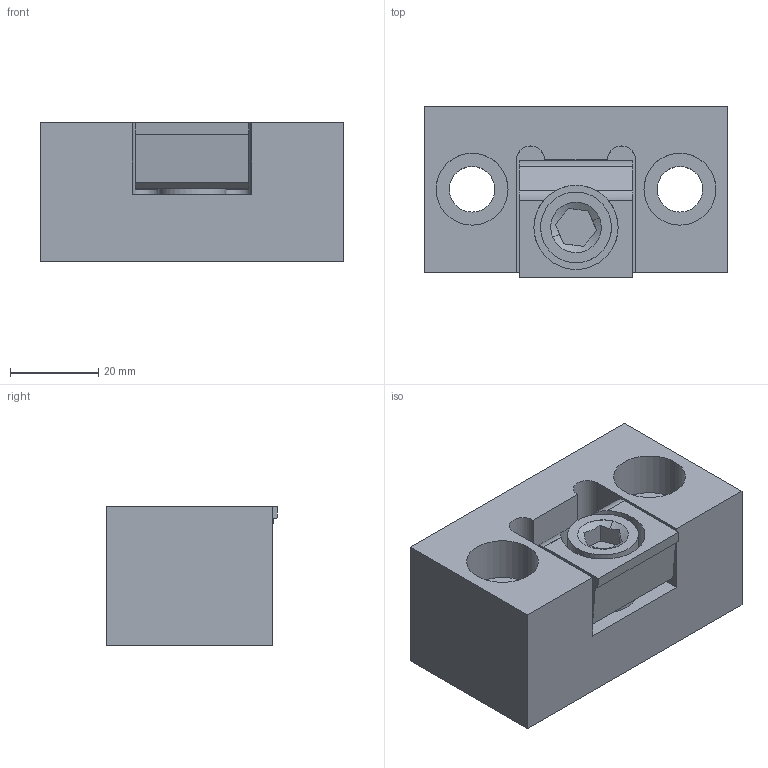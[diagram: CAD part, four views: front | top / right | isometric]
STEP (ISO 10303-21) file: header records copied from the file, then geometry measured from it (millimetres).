
FILE_DESCRIPTION (( 'STEP AP214' ), '1' );
FILE_NAME ('SW3dPS-56230.step', '2010-05-05T15:11:25', ( 'SysAdmin' ), ( 'SolidWorks' ), 'SwSTEP 2.0', 'SolidWorks 2010', '' );
FILE_SCHEMA (( 'AUTOMOTIVE_DESIGN' ));
Length unit declared in the file: millimetre
Products named in the file (5): SW3dPS-56230_56230.sldasm-Part-1; SW3dPS-56230_56230.sldasm-Part-3; SW3dPS-56230_56230.sldasm-Part-2; SW3dPS-56230_56230.sldasm-Part-4; SW3dPS-56230
Assembly tree (4 placements, depth 2):
  SW3dPS-56230
    SW3dPS-56230_56230.sldasm-Part-3
    SW3dPS-56230_56230.sldasm-Part-1
    SW3dPS-56230_56230.sldasm-Part-4
    SW3dPS-56230_56230.sldasm-Part-2
Bounding box: 68.58 x 38.86 x 31.57 mm (x, y, z)
Volume: 69773.6 mm3; surface area: 20246.2 mm2
Topology: 4 solids, 4 shells, 67 faces, 163 edges, 108 vertices
Faces by surface type: plane 34, cylinder 31, cone 2
Entity records: 2261 total; most frequent: CARTESIAN_POINT 425, DIRECTION 351, ORIENTED_EDGE 326, EDGE_CURVE 163, AXIS2_PLACEMENT_3D 130, VERTEX_POINT 108, LINE 91, VECTOR 91
